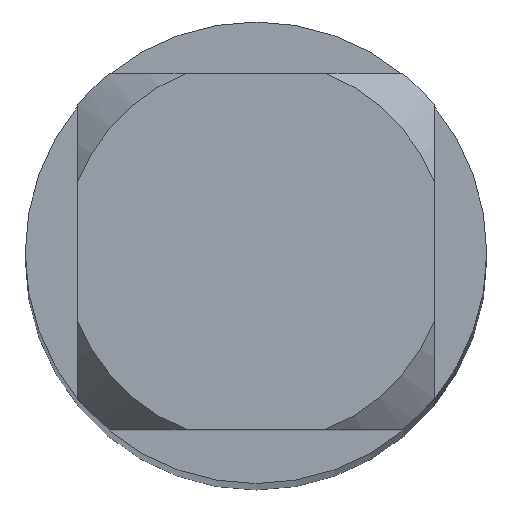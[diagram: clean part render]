
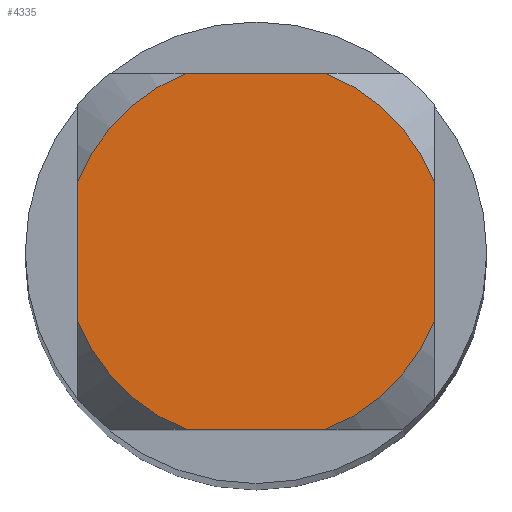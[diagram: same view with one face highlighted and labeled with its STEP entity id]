
A CAD part, top view. The second image highlights one B-rep face of the part: STEP entity #4335.
In plain terms, the highlighted planar face has unit normal (0, 0, 1).
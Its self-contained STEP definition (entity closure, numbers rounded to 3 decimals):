
#2355=VERTEX_POINT('',#6510);
#2539=VERTEX_POINT('',#6706);
#2663=EDGE_CURVE('',#5873,#2539,#6842,.T.);
#2863=EDGE_CURVE('',#4013,#3449,#7057,.T.);
#2915=EDGE_CURVE('',#6153,#3449,#7114,.T.);
#3177=EDGE_CURVE('',#4013,#2355,#7394,.T.);
#3405=VERTEX_POINT('',#7640);
#3449=VERTEX_POINT('',#7688);
#3639=EDGE_CURVE('',#3405,#2355,#7894,.T.);
#4013=VERTEX_POINT('',#8302);
#4335=ADVANCED_FACE('',(#8654),#8655,.T.);
#4621=VERTEX_POINT('',#8969);
#4859=EDGE_CURVE('',#5873,#4621,#9232,.T.);
#5707=EDGE_CURVE('',#3405,#4621,#10172,.T.);
#5873=VERTEX_POINT('',#10350);
#6003=EDGE_CURVE('',#6153,#2539,#10490,.T.);
#6153=VERTEX_POINT('',#10648);
#6510=CARTESIAN_POINT('',(1.35,0.529,0.0));
#6706=CARTESIAN_POINT('',(-1.35,-0.529,0.0));
#6842=CIRCLE('',#11676,1.45);
#7057=LINE('',#12071,#12072);
#7114=CIRCLE('',#12181,1.45);
#7394=CIRCLE('',#12689,1.45);
#7640=CARTESIAN_POINT('',(1.35,-0.529,0.0));
#7688=CARTESIAN_POINT('',(-0.529,1.35,0.0));
#7894=LINE('',#13532,#13533);
#8302=CARTESIAN_POINT('',(0.529,1.35,0.0));
#8654=FACE_OUTER_BOUND('',#14876,.T.);
#8655=PLANE('',#14877);
#8969=CARTESIAN_POINT('',(0.529,-1.35,0.0));
#9232=LINE('',#15881,#15882);
#10172=CIRCLE('',#17428,1.45);
#10350=CARTESIAN_POINT('',(-0.529,-1.35,0.0));
#10490=LINE('',#17994,#17995);
#10648=CARTESIAN_POINT('',(-1.35,0.529,0.0));
#11676=AXIS2_PLACEMENT_3D('',#19055,#19056,#19057);
#12071=CARTESIAN_POINT('',(0.0,1.35,0.0));
#12072=VECTOR('',#19253,1.0);
#12181=AXIS2_PLACEMENT_3D('',#19304,#19305,#19306);
#12689=AXIS2_PLACEMENT_3D('',#19569,#19570,#19571);
#13532=CARTESIAN_POINT('',(1.35,0.363,0.0));
#13533=VECTOR('',#20071,1.0);
#14876=EDGE_LOOP('',(#20986,#20987,#20988,#20989,#20990,#20991,#20992,#20993));
#14877=AXIS2_PLACEMENT_3D('',#20994,#20995,#20996);
#15881=CARTESIAN_POINT('',(0.0,-1.35,0.0));
#15882=VECTOR('',#21647,1.0);
#17428=AXIS2_PLACEMENT_3D('',#22863,#22864,#22865);
#17994=CARTESIAN_POINT('',(-1.35,0.363,0.0));
#17995=VECTOR('',#23178,1.0);
#19055=CARTESIAN_POINT('',(0.0,0.0,0.0));
#19056=DIRECTION('',(0.0,0.0,-1.0));
#19057=DIRECTION('',(0.0,1.0,0.0));
#19253=DIRECTION('',(-1.0,0.0,0.0));
#19304=CARTESIAN_POINT('',(0.0,0.0,0.0));
#19305=DIRECTION('',(0.0,0.0,-1.0));
#19306=DIRECTION('',(0.0,1.0,0.0));
#19569=CARTESIAN_POINT('',(0.0,0.0,0.0));
#19570=DIRECTION('',(0.0,0.0,-1.0));
#19571=DIRECTION('',(0.0,1.0,0.0));
#20071=DIRECTION('',(-0.0,1.0,0.0));
#20986=ORIENTED_EDGE('',*,*,#6003,.T.);
#20987=ORIENTED_EDGE('',*,*,#2663,.F.);
#20988=ORIENTED_EDGE('',*,*,#4859,.T.);
#20989=ORIENTED_EDGE('',*,*,#5707,.F.);
#20990=ORIENTED_EDGE('',*,*,#3639,.T.);
#20991=ORIENTED_EDGE('',*,*,#3177,.F.);
#20992=ORIENTED_EDGE('',*,*,#2863,.T.);
#20993=ORIENTED_EDGE('',*,*,#2915,.F.);
#20994=CARTESIAN_POINT('',(0.0,0.725,0.0));
#20995=DIRECTION('',(-0.0,0.0,1.0));
#20996=DIRECTION('',(0.0,-1.0,0.0));
#21647=DIRECTION('',(1.0,0.0,0.0));
#22863=CARTESIAN_POINT('',(0.0,0.0,0.0));
#22864=DIRECTION('',(0.0,0.0,-1.0));
#22865=DIRECTION('',(0.0,1.0,0.0));
#23178=DIRECTION('',(-0.0,-1.0,0.0));
